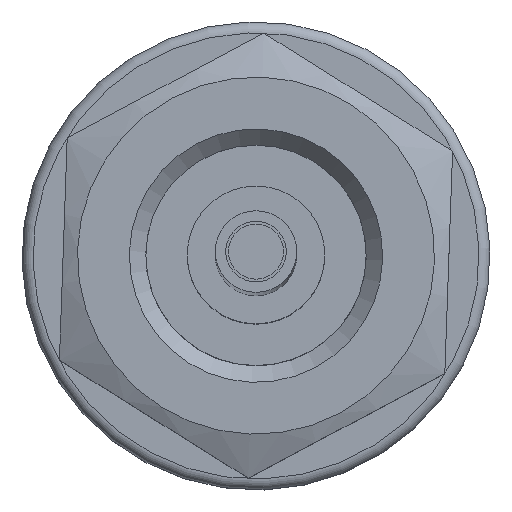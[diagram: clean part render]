
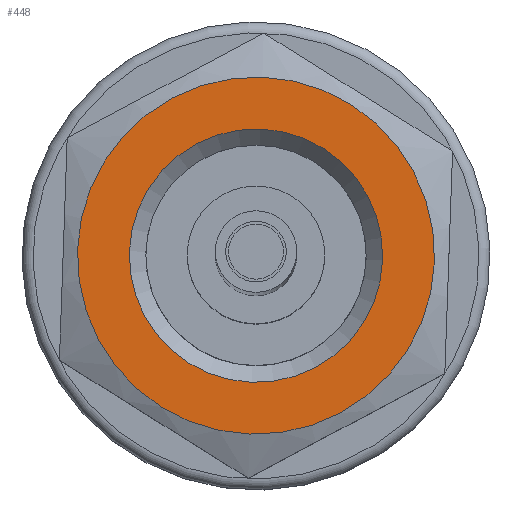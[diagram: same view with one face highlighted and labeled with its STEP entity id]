
A CAD part, top view. The second image highlights one B-rep face of the part: STEP entity #448.
In plain terms, the highlighted planar face has unit normal (0, 0, 1).
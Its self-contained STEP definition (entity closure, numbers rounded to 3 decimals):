
#79=PLANE($,#505);
#102=FACE_BOUND($,#180,.T.);
#131=FACE_OUTER_BOUND($,#179,.T.);
#179=EDGE_LOOP($,(#361));
#180=EDGE_LOOP($,(#362));
#223=CIRCLE($,#502,2.3);
#225=CIRCLE($,#506,3.241);
#252=VERTEX_POINT($,#802);
#254=VERTEX_POINT($,#808);
#294=EDGE_CURVE($,#252,#252,#223,.T.);
#296=EDGE_CURVE($,#254,#254,#225,.T.);
#361=ORIENTED_EDGE($,*,*,#296,.F.);
#362=ORIENTED_EDGE($,*,*,#294,.F.);
#448=ADVANCED_FACE($,(#131,#102),#79,.F.);
#502=AXIS2_PLACEMENT_3D($,#803,#600,#601);
#505=AXIS2_PLACEMENT_3D($,#807,#606,#607);
#506=AXIS2_PLACEMENT_3D($,#809,#608,#609);
#600=DIRECTION('center_axis',(0.,0.,1.));
#601=DIRECTION('ref_axis',(-1.,0.,0.));
#606=DIRECTION('center_axis',(0.,0.,-1.));
#607=DIRECTION('ref_axis',(-1.,0.,0.));
#608=DIRECTION('center_axis',(0.,0.,-1.));
#609=DIRECTION('ref_axis',(-1.,0.,0.));
#802=CARTESIAN_POINT('',(2.3,0.,2.4));
#803=CARTESIAN_POINT('Origin',(0.,0.,2.4));
#807=CARTESIAN_POINT('Origin',(0.,0.,2.4));
#808=CARTESIAN_POINT('',(3.241,0.,2.4));
#809=CARTESIAN_POINT('Origin',(0.,0.,2.4));
